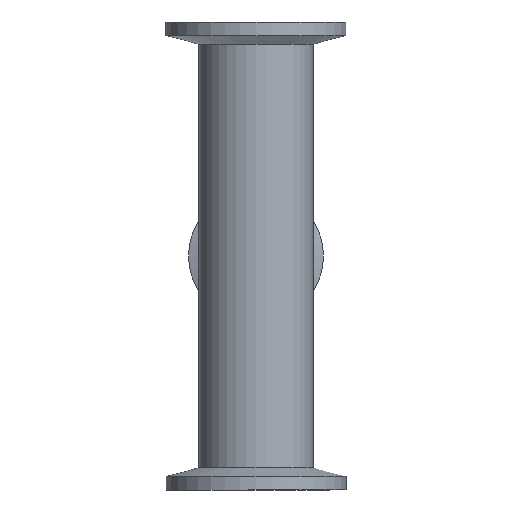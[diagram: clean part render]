
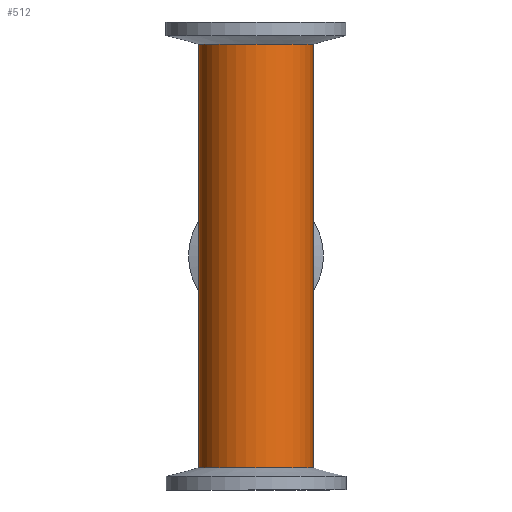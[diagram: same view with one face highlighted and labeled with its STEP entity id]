
A CAD part, left-side view. The second image highlights one B-rep face of the part: STEP entity #512.
In plain terms, the highlighted cylindrical face has radius 12.7 mm (diameter 25.4 mm), a full revolution.
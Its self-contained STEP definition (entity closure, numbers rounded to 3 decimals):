
#72=CIRCLE('',#632,12.7);
#73=CIRCLE('',#633,12.7);
#114=FACE_OUTER_BOUND('',#141,.T.);
#141=EDGE_LOOP('',(#370,#371,#372,#373,#374,#375,#376,#377,#378));
#180=LINE('',#996,#198);
#181=LINE('',#998,#199);
#198=VECTOR('',#723,12.7);
#199=VECTOR('',#724,12.7);
#213=B_SPLINE_CURVE_WITH_KNOTS('',3,(#885,#886,#887,#888,#889,#890,#891,
#892,#893,#894,#895,#896),.UNSPECIFIED.,.F.,.F.,(4,2,2,2,2,4),(1.514,
1.889,2.263,2.646,2.837,3.028),
 .UNSPECIFIED.);
#214=B_SPLINE_CURVE_WITH_KNOTS('',3,(#898,#899,#900,#901,#902,#903,#904,
#905,#906,#907,#908,#909,#910,#911,#912,#913,#914,#915,#916,#917,#918,#919,
#920),.UNSPECIFIED.,.F.,.F.,(4,2,2,2,2,3,2,2,2,2,4),(4.543,4.917,
5.292,5.674,5.866,6.057,6.248,
6.439,6.822,7.197,7.571),
 .UNSPECIFIED.);
#215=B_SPLINE_CURVE_WITH_KNOTS('',3,(#921,#922,#923,#924,#925,#926,#927,
#928,#929,#930,#931,#932),.UNSPECIFIED.,.F.,.F.,(4,2,2,2,2,4),(3.028,
3.22,3.411,3.793,4.168,4.543),
 .UNSPECIFIED.);
#225=VERTEX_POINT('',#883);
#226=VERTEX_POINT('',#884);
#227=VERTEX_POINT('',#897);
#234=VERTEX_POINT('',#994);
#235=VERTEX_POINT('',#997);
#279=EDGE_CURVE('',#225,#226,#213,.T.);
#280=EDGE_CURVE('',#227,#225,#214,.T.);
#281=EDGE_CURVE('',#226,#227,#215,.T.);
#291=EDGE_CURVE('',#234,#234,#72,.T.);
#292=EDGE_CURVE('',#234,#225,#180,.T.);
#293=EDGE_CURVE('',#227,#235,#181,.T.);
#294=EDGE_CURVE('',#235,#235,#73,.T.);
#370=ORIENTED_EDGE('',*,*,#291,.F.);
#371=ORIENTED_EDGE('',*,*,#292,.T.);
#372=ORIENTED_EDGE('',*,*,#279,.T.);
#373=ORIENTED_EDGE('',*,*,#281,.T.);
#374=ORIENTED_EDGE('',*,*,#293,.T.);
#375=ORIENTED_EDGE('',*,*,#294,.F.);
#376=ORIENTED_EDGE('',*,*,#293,.F.);
#377=ORIENTED_EDGE('',*,*,#280,.T.);
#378=ORIENTED_EDGE('',*,*,#292,.F.);
#497=CYLINDRICAL_SURFACE('',#631,12.7);
#512=ADVANCED_FACE('',(#114),#497,.T.);
#631=AXIS2_PLACEMENT_3D('',#993,#719,#720);
#632=AXIS2_PLACEMENT_3D('',#995,#721,#722);
#633=AXIS2_PLACEMENT_3D('',#999,#725,#726);
#719=DIRECTION('center_axis',(0.,0.,1.));
#720=DIRECTION('ref_axis',(-1.,0.,0.));
#721=DIRECTION('center_axis',(0.,0.,1.));
#722=DIRECTION('ref_axis',(-1.,0.,0.));
#723=DIRECTION('',(0.,0.,-1.));
#724=DIRECTION('',(0.,0.,-1.));
#725=DIRECTION('center_axis',(0.,0.,-1.));
#726=DIRECTION('ref_axis',(-1.,0.,0.));
#883=CARTESIAN_POINT('',(12.7,0.,57.8));
#884=CARTESIAN_POINT('',(8.429,9.5,48.3));
#885=CARTESIAN_POINT('Ctrl Pts',(12.7,0.,57.8));
#886=CARTESIAN_POINT('Ctrl Pts',(12.7,1.249,57.8));
#887=CARTESIAN_POINT('Ctrl Pts',(12.502,2.546,57.539));
#888=CARTESIAN_POINT('Ctrl Pts',(11.79,4.876,56.551));
#889=CARTESIAN_POINT('Ctrl Pts',(11.282,5.91,55.825));
#890=CARTESIAN_POINT('Ctrl Pts',(10.264,7.543,54.192));
#891=CARTESIAN_POINT('Ctrl Pts',(9.672,8.258,53.161));
#892=CARTESIAN_POINT('Ctrl Pts',(8.976,8.991,51.432));
#893=CARTESIAN_POINT('Ctrl Pts',(8.777,9.18,50.825));
#894=CARTESIAN_POINT('Ctrl Pts',(8.503,9.435,49.578));
#895=CARTESIAN_POINT('Ctrl Pts',(8.429,9.5,48.938));
#896=CARTESIAN_POINT('Ctrl Pts',(8.429,9.5,48.3));
#897=CARTESIAN_POINT('',(12.7,0.,38.8));
#898=CARTESIAN_POINT('Ctrl Pts',(12.7,0.,38.8));
#899=CARTESIAN_POINT('Ctrl Pts',(12.7,-1.249,38.8));
#900=CARTESIAN_POINT('Ctrl Pts',(12.502,-2.546,39.061));
#901=CARTESIAN_POINT('Ctrl Pts',(11.79,-4.876,40.049));
#902=CARTESIAN_POINT('Ctrl Pts',(11.282,-5.91,40.775));
#903=CARTESIAN_POINT('Ctrl Pts',(10.264,-7.543,42.408));
#904=CARTESIAN_POINT('Ctrl Pts',(9.672,-8.258,43.439));
#905=CARTESIAN_POINT('Ctrl Pts',(8.976,-8.991,45.168));
#906=CARTESIAN_POINT('Ctrl Pts',(8.777,-9.18,45.775));
#907=CARTESIAN_POINT('Ctrl Pts',(8.503,-9.435,47.022));
#908=CARTESIAN_POINT('Ctrl Pts',(8.429,-9.5,47.662));
#909=CARTESIAN_POINT('Ctrl Pts',(8.429,-9.5,48.3));
#910=CARTESIAN_POINT('Ctrl Pts',(8.429,-9.5,48.938));
#911=CARTESIAN_POINT('Ctrl Pts',(8.503,-9.435,49.578));
#912=CARTESIAN_POINT('Ctrl Pts',(8.777,-9.18,50.825));
#913=CARTESIAN_POINT('Ctrl Pts',(8.976,-8.991,51.432));
#914=CARTESIAN_POINT('Ctrl Pts',(9.672,-8.258,53.161));
#915=CARTESIAN_POINT('Ctrl Pts',(10.264,-7.543,54.192));
#916=CARTESIAN_POINT('Ctrl Pts',(11.282,-5.91,55.825));
#917=CARTESIAN_POINT('Ctrl Pts',(11.79,-4.876,56.551));
#918=CARTESIAN_POINT('Ctrl Pts',(12.502,-2.546,57.539));
#919=CARTESIAN_POINT('Ctrl Pts',(12.7,-1.249,57.8));
#920=CARTESIAN_POINT('Ctrl Pts',(12.7,0.,57.8));
#921=CARTESIAN_POINT('Ctrl Pts',(8.429,9.5,48.3));
#922=CARTESIAN_POINT('Ctrl Pts',(8.429,9.5,47.662));
#923=CARTESIAN_POINT('Ctrl Pts',(8.503,9.435,47.022));
#924=CARTESIAN_POINT('Ctrl Pts',(8.777,9.18,45.775));
#925=CARTESIAN_POINT('Ctrl Pts',(8.976,8.991,45.168));
#926=CARTESIAN_POINT('Ctrl Pts',(9.672,8.258,43.439));
#927=CARTESIAN_POINT('Ctrl Pts',(10.264,7.543,42.408));
#928=CARTESIAN_POINT('Ctrl Pts',(11.282,5.91,40.775));
#929=CARTESIAN_POINT('Ctrl Pts',(11.79,4.876,40.049));
#930=CARTESIAN_POINT('Ctrl Pts',(12.502,2.546,39.061));
#931=CARTESIAN_POINT('Ctrl Pts',(12.7,1.249,38.8));
#932=CARTESIAN_POINT('Ctrl Pts',(12.7,0.,38.8));
#993=CARTESIAN_POINT('Origin',(0.,0.,0.));
#994=CARTESIAN_POINT('',(12.7,0.,96.6));
#995=CARTESIAN_POINT('Origin',(0.,0.,96.6));
#996=CARTESIAN_POINT('',(12.7,0.,0.));
#997=CARTESIAN_POINT('',(12.7,0.,0.));
#998=CARTESIAN_POINT('',(12.7,0.,0.));
#999=CARTESIAN_POINT('Origin',(0.,0.,0.));
